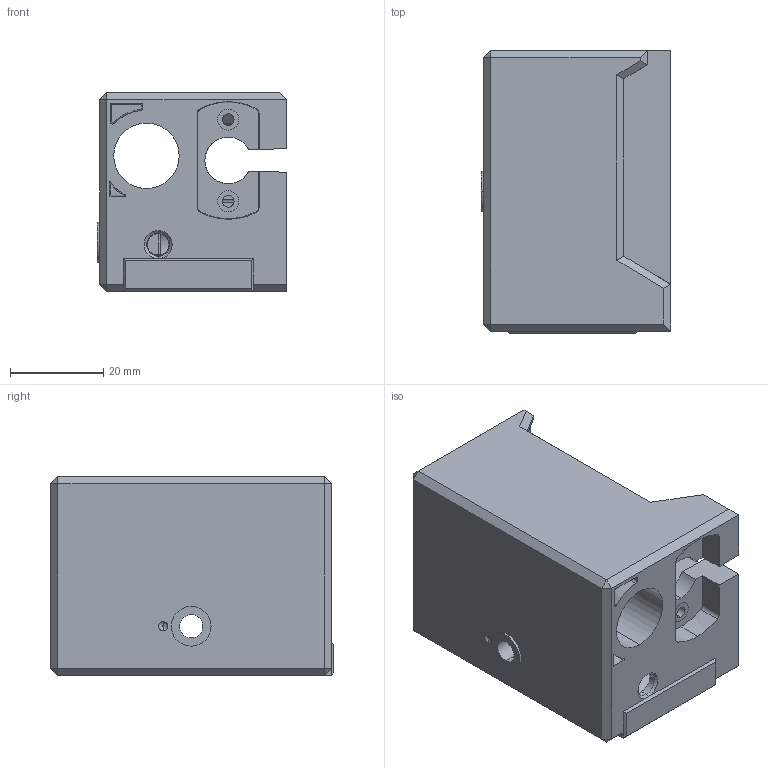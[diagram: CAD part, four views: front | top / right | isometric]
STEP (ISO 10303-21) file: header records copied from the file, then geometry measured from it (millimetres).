
FILE_DESCRIPTION (( 'STEP AP214' ), '1' );
FILE_NAME ('JXHSV06-03004-d X-axis tensioning mount.step', '2023-01-05T07:13:56', ( '微软用户' ), ( '微软中国' ), 'SwSTEP 2.0', 'SolidWorks 2020', '' );
FILE_SCHEMA (( 'AUTOMOTIVE_DESIGN' ));
Length unit declared in the file: millimetre
Products named in the file (1): JXHSV06-03004-d X-axis tensioning mount
Bounding box: 40.5 x 60.65 x 42.5 mm (x, y, z)
Volume: 39430.6 mm3; surface area: 34646.8 mm2
Topology: 3 solids, 3 shells, 496 faces, 1366 edges, 890 vertices
Faces by surface type: plane 269, cone 93, cylinder 81, bspline 49, torus 2, sphere 2
Entity records: 18705 total; most frequent: CARTESIAN_POINT 5623, ORIENTED_EDGE 2714, DIRECTION 2270, EDGE_CURVE 1357, VERTEX_POINT 890, LINE 868, VECTOR 868, AXIS2_PLACEMENT_3D 701
